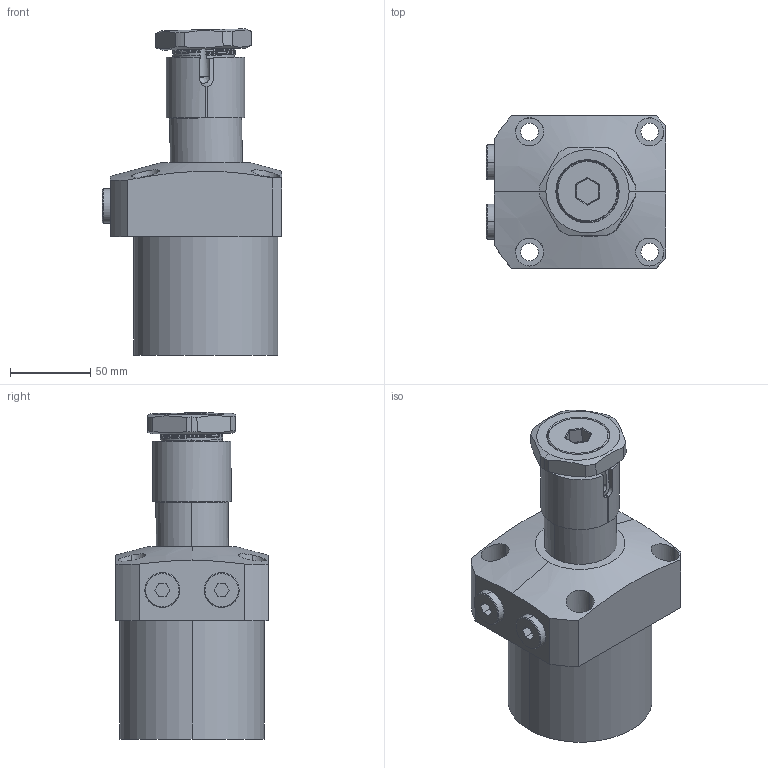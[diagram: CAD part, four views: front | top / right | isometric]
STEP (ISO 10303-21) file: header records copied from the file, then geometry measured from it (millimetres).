
FILE_DESCRIPTION (( 'STEP AP203' ), '1' );
FILE_NAME ('CHA-090SRX90G.STEP', '2019-05-24T12:37:41', ( '' ), ( '' ), 'SwSTEP 2.0', 'SolidWorks 2017', '' );
FILE_SCHEMA (( 'CONFIG_CONTROL_DESIGN' ));
Length unit declared in the file: millimetre
Products named in the file (6): G3-8黑芛; CHA-090SRX90G; CHA-090蹟譫; CHA-090G掛极; CHA-090S活塞杆; CHA-090S袪杶
Assembly tree (6 placements, depth 2):
  CHA-090SRX90G
    G3-8黑芛  x2
    CHA-090S活塞杆
    CHA-090S袪杶
    CHA-090G掛极
    CHA-090蹟譫
Bounding box: 112 x 95 x 203.58 mm (x, y, z)
Volume: 905953.1 mm3; surface area: 129347.9 mm2
Topology: 6 solids, 6 shells, 230 faces, 592 edges, 387 vertices
Faces by surface type: cylinder 114, plane 68, cone 26, bspline 22
Entity records: 14348 total; most frequent: CARTESIAN_POINT 8914, ORIENTED_EDGE 1100, DIRECTION 896, EDGE_CURVE 550, VERTEX_POINT 361, AXIS2_PLACEMENT_3D 344, EDGE_LOOP 239, FACE_OUTER_BOUND 212
